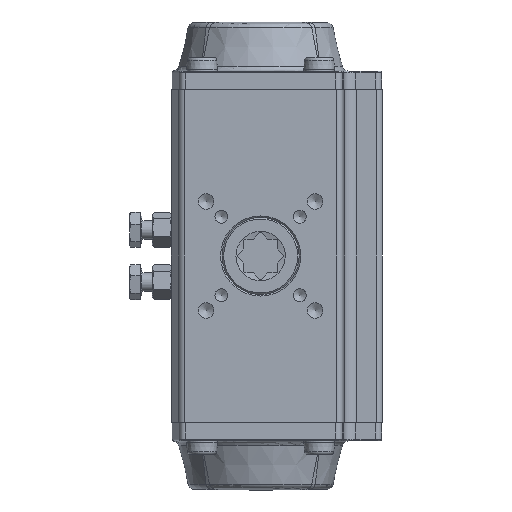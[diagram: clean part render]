
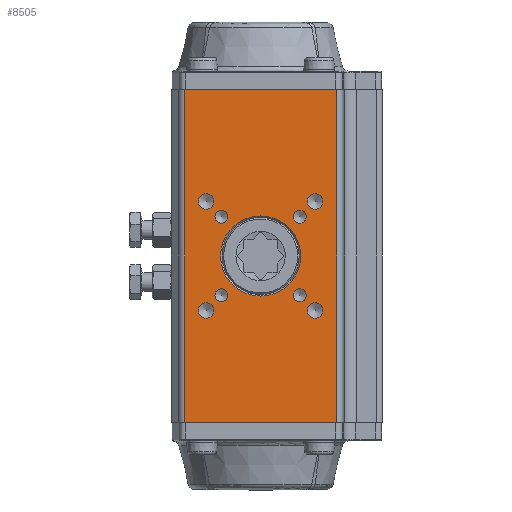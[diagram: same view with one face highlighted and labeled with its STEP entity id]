
A CAD part, front view. The second image highlights one B-rep face of the part: STEP entity #8505.
In plain terms, the highlighted planar face has unit normal (0, -1, 0).
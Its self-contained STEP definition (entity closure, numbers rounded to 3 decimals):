
#602=LINE('',#15884,#1082);
#608=LINE('',#15919,#1088);
#620=LINE('',#15969,#1100);
#621=LINE('',#15970,#1101);
#1082=VECTOR('',#11748,1000.);
#1088=VECTOR('',#11780,1000.);
#1100=VECTOR('',#11826,1000.);
#1101=VECTOR('',#11827,1000.);
#3331=ORIENTED_EDGE('',*,*,#4896,.F.);
#3332=ORIENTED_EDGE('',*,*,#4940,.T.);
#3333=ORIENTED_EDGE('',*,*,#4914,.T.);
#3334=ORIENTED_EDGE('',*,*,#4941,.T.);
#3335=ORIENTED_EDGE('',*,*,#4826,.F.);
#3336=ORIENTED_EDGE('',*,*,#4824,.F.);
#3337=ORIENTED_EDGE('',*,*,#4822,.F.);
#3338=ORIENTED_EDGE('',*,*,#4820,.F.);
#3339=ORIENTED_EDGE('',*,*,#4818,.F.);
#3340=ORIENTED_EDGE('',*,*,#4816,.F.);
#3341=ORIENTED_EDGE('',*,*,#4814,.F.);
#3342=ORIENTED_EDGE('',*,*,#4812,.F.);
#3343=ORIENTED_EDGE('',*,*,#4810,.T.);
#4810=EDGE_CURVE('',#5844,#5844,#6545,.T.);
#4812=EDGE_CURVE('',#5846,#5846,#6547,.T.);
#4814=EDGE_CURVE('',#5849,#5849,#6549,.T.);
#4816=EDGE_CURVE('',#5852,#5852,#6551,.T.);
#4818=EDGE_CURVE('',#5855,#5855,#6553,.T.);
#4820=EDGE_CURVE('',#5858,#5858,#6555,.T.);
#4822=EDGE_CURVE('',#5861,#5861,#6557,.T.);
#4824=EDGE_CURVE('',#5864,#5864,#6559,.T.);
#4826=EDGE_CURVE('',#5867,#5867,#6561,.T.);
#4896=EDGE_CURVE('',#5945,#5946,#602,.T.);
#4914=EDGE_CURVE('',#5962,#5963,#608,.T.);
#4940=EDGE_CURVE('',#5945,#5962,#620,.T.);
#4941=EDGE_CURVE('',#5963,#5946,#621,.T.);
#5844=VERTEX_POINT('',#15436);
#5846=VERTEX_POINT('',#15441);
#5849=VERTEX_POINT('',#15448);
#5852=VERTEX_POINT('',#15455);
#5855=VERTEX_POINT('',#15462);
#5858=VERTEX_POINT('',#15469);
#5861=VERTEX_POINT('',#15476);
#5864=VERTEX_POINT('',#15483);
#5867=VERTEX_POINT('',#15490);
#5945=VERTEX_POINT('',#15883);
#5946=VERTEX_POINT('',#15885);
#5962=VERTEX_POINT('',#15920);
#5963=VERTEX_POINT('',#15921);
#6545=CIRCLE('',#9673,13.);
#6547=CIRCLE('',#9676,2.5);
#6549=CIRCLE('',#9680,2.5);
#6551=CIRCLE('',#9684,2.5);
#6553=CIRCLE('',#9688,2.5);
#6555=CIRCLE('',#9692,2.1);
#6557=CIRCLE('',#9696,2.1);
#6559=CIRCLE('',#9700,2.1);
#6561=CIRCLE('',#9704,2.1);
#7129=EDGE_LOOP('',(#3331,#3332,#3333,#3334));
#7130=EDGE_LOOP('',(#3335));
#7131=EDGE_LOOP('',(#3336));
#7132=EDGE_LOOP('',(#3337));
#7133=EDGE_LOOP('',(#3338));
#7134=EDGE_LOOP('',(#3339));
#7135=EDGE_LOOP('',(#3340));
#7136=EDGE_LOOP('',(#3341));
#7137=EDGE_LOOP('',(#3342));
#7138=EDGE_LOOP('',(#3343));
#7783=FACE_BOUND('',#7129,.T.);
#7784=FACE_BOUND('',#7130,.T.);
#7785=FACE_BOUND('',#7131,.T.);
#7786=FACE_BOUND('',#7132,.T.);
#7787=FACE_BOUND('',#7133,.T.);
#7788=FACE_BOUND('',#7134,.T.);
#7789=FACE_BOUND('',#7135,.T.);
#7790=FACE_BOUND('',#7136,.T.);
#7791=FACE_BOUND('',#7137,.T.);
#7792=FACE_BOUND('',#7138,.T.);
#8102=PLANE('',#9782);
#8505=ADVANCED_FACE('',(#7783,#7784,#7785,#7786,#7787,#7788,#7789,#7790,
#7791,#7792),#8102,.F.);
#9673=AXIS2_PLACEMENT_3D('',#15435,#11562,#11563);
#9676=AXIS2_PLACEMENT_3D('',#15440,#11568,#11569);
#9680=AXIS2_PLACEMENT_3D('',#15447,#11576,#11577);
#9684=AXIS2_PLACEMENT_3D('',#15454,#11584,#11585);
#9688=AXIS2_PLACEMENT_3D('',#15461,#11592,#11593);
#9692=AXIS2_PLACEMENT_3D('',#15468,#11600,#11601);
#9696=AXIS2_PLACEMENT_3D('',#15475,#11608,#11609);
#9700=AXIS2_PLACEMENT_3D('',#15482,#11616,#11617);
#9704=AXIS2_PLACEMENT_3D('',#15489,#11624,#11625);
#9782=AXIS2_PLACEMENT_3D('',#15968,#11824,#11825);
#11562=DIRECTION('',(0.,1.,0.));
#11563=DIRECTION('',(1.,0.,0.));
#11568=DIRECTION('',(0.,-1.,0.));
#11569=DIRECTION('',(-1.,0.,0.));
#11576=DIRECTION('',(0.,-1.,0.));
#11577=DIRECTION('',(-1.,0.,0.));
#11584=DIRECTION('',(0.,-1.,0.));
#11585=DIRECTION('',(-1.,0.,0.));
#11592=DIRECTION('',(0.,-1.,0.));
#11593=DIRECTION('',(-1.,0.,0.));
#11600=DIRECTION('',(0.,-1.,0.));
#11601=DIRECTION('',(-1.,0.,0.));
#11608=DIRECTION('',(0.,-1.,0.));
#11609=DIRECTION('',(-1.,0.,0.));
#11616=DIRECTION('',(0.,-1.,0.));
#11617=DIRECTION('',(-1.,0.,0.));
#11624=DIRECTION('',(0.,-1.,0.));
#11625=DIRECTION('',(-1.,0.,0.));
#11748=DIRECTION('',(-1.,0.,0.));
#11780=DIRECTION('',(-1.,0.,0.));
#11824=DIRECTION('',(0.,1.,0.));
#11825=DIRECTION('',(1.,0.,0.));
#11826=DIRECTION('',(0.,0.,1.));
#11827=DIRECTION('',(0.,0.,-1.));
#15435=CARTESIAN_POINT('',(-20.074,-15.53,136.657));
#15436=CARTESIAN_POINT('',(-7.074,-15.53,136.657));
#15440=CARTESIAN_POINT('',(-2.396,-15.53,154.334));
#15441=CARTESIAN_POINT('',(-4.896,-15.53,154.334));
#15447=CARTESIAN_POINT('',(-2.396,-15.53,118.979));
#15448=CARTESIAN_POINT('',(-4.896,-15.53,118.979));
#15454=CARTESIAN_POINT('',(-37.752,-15.53,118.979));
#15455=CARTESIAN_POINT('',(-40.252,-15.53,118.979));
#15461=CARTESIAN_POINT('',(-37.752,-15.53,154.334));
#15462=CARTESIAN_POINT('',(-40.252,-15.53,154.334));
#15468=CARTESIAN_POINT('',(-7.346,-15.53,149.385));
#15469=CARTESIAN_POINT('',(-9.446,-15.53,149.385));
#15475=CARTESIAN_POINT('',(-7.346,-15.53,123.929));
#15476=CARTESIAN_POINT('',(-9.446,-15.53,123.929));
#15482=CARTESIAN_POINT('',(-32.802,-15.53,123.929));
#15483=CARTESIAN_POINT('',(-34.902,-15.53,123.929));
#15489=CARTESIAN_POINT('',(-32.802,-15.53,149.385));
#15490=CARTESIAN_POINT('',(-34.902,-15.53,149.385));
#15883=CARTESIAN_POINT('',(4.568,-15.53,82.657));
#15884=CARTESIAN_POINT('',(-46.574,-15.53,82.657));
#15885=CARTESIAN_POINT('',(-44.716,-15.53,82.657));
#15919=CARTESIAN_POINT('',(-46.574,-15.53,190.657));
#15920=CARTESIAN_POINT('',(4.568,-15.53,190.657));
#15921=CARTESIAN_POINT('',(-44.716,-15.53,190.657));
#15968=CARTESIAN_POINT('',(-46.574,-15.53,82.657));
#15969=CARTESIAN_POINT('',(4.568,-15.53,82.657));
#15970=CARTESIAN_POINT('',(-44.716,-15.53,82.657));
